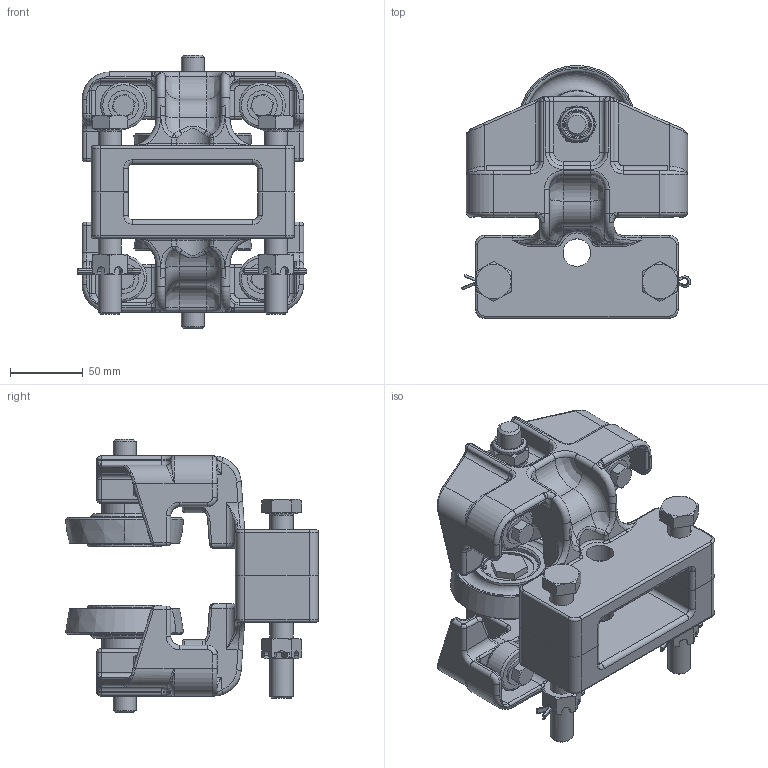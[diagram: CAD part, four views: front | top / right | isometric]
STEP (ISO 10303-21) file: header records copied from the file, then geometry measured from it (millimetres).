
FILE_DESCRIPTION((''),'2;1');
FILE_NAME('10192.stp','2011-03-30T13:10:27',('jholman'),(''),'Autodesk Inventor 2011','Autodesk Inventor 2011','');
FILE_SCHEMA(('AUTOMOTIVE_DESIGN { 1 0 10303 214 1 1 1 1 }'));
Length unit declared in the file: inch
Products named in the file (19): 10192; 3D11R5B4D; 3D11CHB4C; 3D1177B4C; 3D11A6B4A; 3D11W6B4B; 3D11K7B4B; 3D11Q6B4B; 3D1134G4A; 3D1144G4A; 3D112HB4B; 3D11X6B4A; 3D1153B4A; Hex Bolt - Inch 3/8-16 UNC - 2; Hex Nut - UNC (Regular Thread - Inch) 3/8 - 16; Hex Cap Screw - Inch 5/8-11 UNC - 5; Slotted Hex Nut - Inch 5/8 - 11; Pin - Cotter - Extended Prong Square Cut Type (Inch) ANSI B18.8.1 5/32 x 1 1/4 Extended Prong Square Cut Type
Assembly tree (31 placements, depth 3):
  10192
    3D11R5B4D  x2
    3D11CHB4C  x2
      3D1177B4C
      3D11A6B4A
      3D11W6B4B
      3D11K7B4B
      3D11Q6B4B
    3D1134G4A  x2
    3D1144G4A  x2
    3D112HB4B  x4
      3D11X6B4A
      3D1153B4A
      Hex Bolt - Inch 3/8-16 UNC - 2
    Hex Nut - UNC (Regular Thread - Inch) 3/8 - 16  x4
    Hex Cap Screw - Inch 5/8-11 UNC - 5
    Slotted Hex Nut - Inch 5/8 - 11  x2
    Pin - Cotter - Extended Prong Square Cut Type (Inch) ANSI B18.8.1 5/32 x 1 1/4 Extended Prong Square Cut Type  x2
    Hex Cap Screw - Inch 5/8-11 UNC - 5
Bounding box: 157.59 x 173.95 x 188.33 mm (x, y, z)
Volume: 1041638.9 mm3; surface area: 276401 mm2
Topology: 42 solids, 42 shells, 1989 faces, 4585 edges, 2600 vertices
Faces by surface type: cylinder 595, bspline 430, plane 414, torus 260, cone 182, sphere 108
Full cylindrical faces by diameter (mm): 4.366 x1, 7.798 x4, 9.525 x8, 9.855 x4, 13.386 x4, 14.275 x4, 14.351 x2, 15.862 x2, 15.875 x2, 16.272 x2, 16.612 x2, 16.669 x4, 16.98 x2, 17.374 x2, 19.05 x2, 21.431 x2, 23.114 x2, 25.4 x2, 40.005 x2
Entity records: 29937 total; most frequent: CARTESIAN_POINT 10316, DIRECTION 4042, ORIENTED_EDGE 3920, EDGE_CURVE 1960, AXIS2_PLACEMENT_3D 1724, VERTEX_POINT 1167, EDGE_LOOP 967, CIRCLE 926
